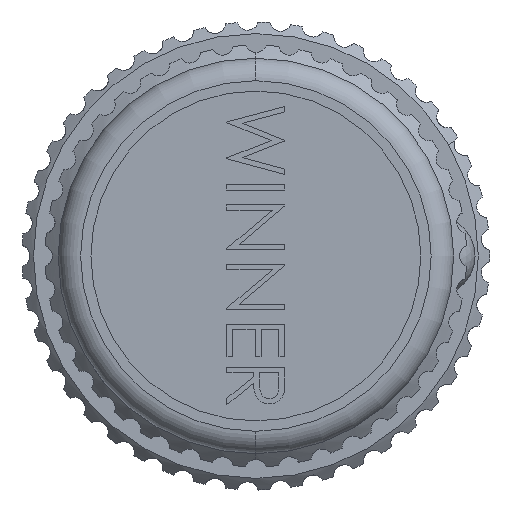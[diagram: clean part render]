
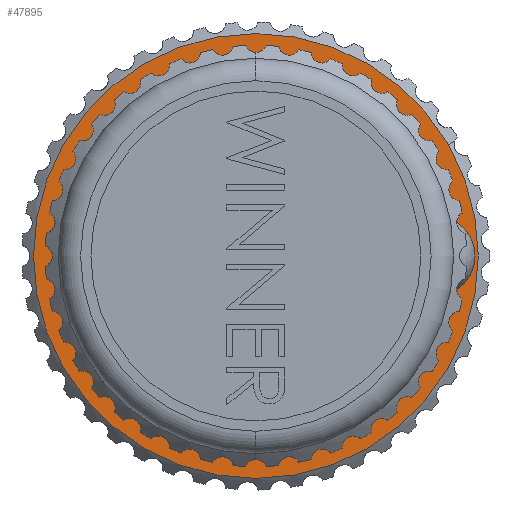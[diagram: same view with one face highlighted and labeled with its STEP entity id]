
A CAD part, left-side view. The second image highlights one B-rep face of the part: STEP entity #47895.
In plain terms, the highlighted planar face has unit normal (-1, 0, 0).
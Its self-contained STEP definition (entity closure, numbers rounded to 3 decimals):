
#1714 = AXIS2_PLACEMENT_3D ( 'NONE', #92506, #38139, #53235 ) ;
#3375 = ORIENTED_EDGE ( 'NONE', *, *, #28135, .F. ) ;
#7118 = CARTESIAN_POINT ( 'NONE',  ( -32.518, -7.413, 4.28 ) ) ;
#7662 = CARTESIAN_POINT ( 'NONE',  ( -32.518, 0., 0. ) ) ;
#8581 = CIRCLE ( 'NONE', #1714, 8.56 ) ;
#15206 = DIRECTION ( 'NONE',  ( 0., 0.866, -0.5 ) ) ;
#22693 = CARTESIAN_POINT ( 'NONE',  ( -32.518, -13.25, 7.65 ) ) ;
#25289 = DIRECTION ( 'NONE',  ( 0., 0.866, -0.5 ) ) ;
#28135 = EDGE_CURVE ( 'NONE', #73836, #69524, #97883, .T. ) ;
#29196 = EDGE_CURVE ( 'NONE', #69524, #73836, #8581, .T. ) ;
#31099 = ORIENTED_EDGE ( 'NONE', *, *, #85382, .T. ) ;
#38139 = DIRECTION ( 'NONE',  ( -1., 0., 0. ) ) ;
#40182 = ORIENTED_EDGE ( 'NONE', *, *, #77298, .T. ) ;
#41200 = VERTEX_POINT ( 'NONE', #22693 ) ;
#41561 = AXIS2_PLACEMENT_3D ( 'NONE', #7662, #71264, #70586 ) ;
#47706 = CARTESIAN_POINT ( 'NONE',  ( -32.518, 13.25, -7.65 ) ) ;
#47895 = ADVANCED_FACE ( 'NONE', ( #79045, #65617 ), #63200, .T. ) ;
#48604 = CARTESIAN_POINT ( 'NONE',  ( -32.518, 0., 0. ) ) ;
#51049 = ORIENTED_EDGE ( 'NONE', *, *, #29196, .F. ) ;
#52582 = VERTEX_POINT ( 'NONE', #47706 ) ;
#53235 = DIRECTION ( 'NONE',  ( 0., 0.866, -0.5 ) ) ;
#60629 = EDGE_LOOP ( 'NONE', ( #31099, #40182 ) ) ;
#63200 = PLANE ( 'NONE',  #79621 ) ;
#63549 = DIRECTION ( 'NONE',  ( 0., 0.866, -0.5 ) ) ;
#64226 = DIRECTION ( 'NONE',  ( -1., 0., 0. ) ) ;
#65617 = FACE_OUTER_BOUND ( 'NONE', #60629, .T. ) ;
#69524 = VERTEX_POINT ( 'NONE', #81417 ) ;
#70586 = DIRECTION ( 'NONE',  ( 0., 0.866, -0.5 ) ) ;
#71264 = DIRECTION ( 'NONE',  ( -1., 0., 0. ) ) ;
#73836 = VERTEX_POINT ( 'NONE', #7118 ) ;
#77118 = CIRCLE ( 'NONE', #41561, 15.3 ) ;
#77298 = EDGE_CURVE ( 'NONE', #52582, #41200, #77118, .T. ) ;
#79045 = FACE_BOUND ( 'NONE', #86907, .T. ) ;
#79621 = AXIS2_PLACEMENT_3D ( 'NONE', #86788, #64226, #63549 ) ;
#81417 = CARTESIAN_POINT ( 'NONE',  ( -32.518, 7.413, -4.28 ) ) ;
#83585 = AXIS2_PLACEMENT_3D ( 'NONE', #84589, #92808, #15206 ) ;
#84589 = CARTESIAN_POINT ( 'NONE',  ( -32.518, 0., 0. ) ) ;
#85382 = EDGE_CURVE ( 'NONE', #41200, #52582, #99219, .T. ) ;
#86788 = CARTESIAN_POINT ( 'NONE',  ( -32.518, 0., 0. ) ) ;
#86907 = EDGE_LOOP ( 'NONE', ( #51049, #3375 ) ) ;
#92506 = CARTESIAN_POINT ( 'NONE',  ( -32.518, 0., 0. ) ) ;
#92808 = DIRECTION ( 'NONE',  ( -1., 0., 0. ) ) ;
#95092 = DIRECTION ( 'NONE',  ( -1., 0., 0. ) ) ;
#97883 = CIRCLE ( 'NONE', #98091, 8.56 ) ;
#98091 = AXIS2_PLACEMENT_3D ( 'NONE', #48604, #95092, #25289 ) ;
#99219 = CIRCLE ( 'NONE', #83585, 15.3 ) ;
